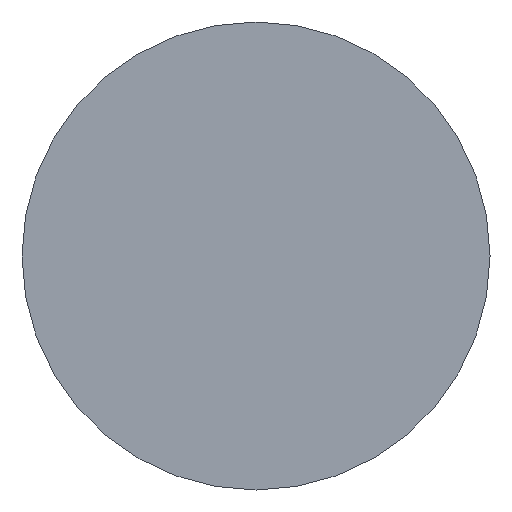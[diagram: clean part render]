
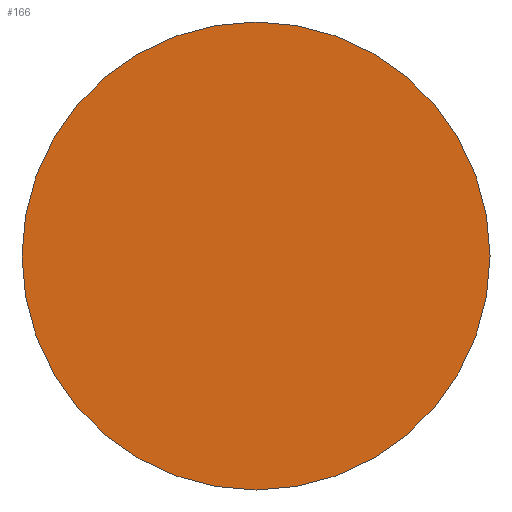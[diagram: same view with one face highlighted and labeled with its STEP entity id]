
A CAD part, front view. The second image highlights one B-rep face of the part: STEP entity #166.
In plain terms, the highlighted planar face has unit normal (0, -1, 0).
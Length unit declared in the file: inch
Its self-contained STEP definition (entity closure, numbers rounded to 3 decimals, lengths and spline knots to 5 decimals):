
#16 = DIRECTION ( 'NONE',  ( 0., 0., -1. ) ) ;
#20 = EDGE_CURVE ( 'NONE', #213, #266, #76, .T. ) ;
#30 = CARTESIAN_POINT ( 'NONE',  ( 0., 0., 0. ) ) ;
#41 = ORIENTED_EDGE ( 'NONE', *, *, #212, .T. ) ;
#76 = CIRCLE ( 'NONE', #270, 0.625 ) ;
#121 = AXIS2_PLACEMENT_3D ( 'NONE', #258, #234, #252 ) ;
#139 = CARTESIAN_POINT ( 'NONE',  ( 0., 0., 0.625 ) ) ;
#142 = CARTESIAN_POINT ( 'NONE',  ( 0., 0., 0. ) ) ;
#154 = DIRECTION ( 'NONE',  ( 0., 0., -1. ) ) ;
#166 = ADVANCED_FACE ( 'NONE', ( #277 ), #233, .T. ) ;
#168 = AXIS2_PLACEMENT_3D ( 'NONE', #30, #273, #154 ) ;
#185 = CARTESIAN_POINT ( 'NONE',  ( 0., 0., -0.625 ) ) ;
#200 = CIRCLE ( 'NONE', #121, 0.625 ) ;
#208 = EDGE_LOOP ( 'NONE', ( #263, #41 ) ) ;
#212 = EDGE_CURVE ( 'NONE', #266, #213, #200, .T. ) ;
#213 = VERTEX_POINT ( 'NONE', #185 ) ;
#233 = PLANE ( 'NONE',  #168 ) ;
#234 = DIRECTION ( 'NONE',  ( 0., -1., 0. ) ) ;
#241 = DIRECTION ( 'NONE',  ( 0., -1., 0. ) ) ;
#252 = DIRECTION ( 'NONE',  ( 0., 0., -1. ) ) ;
#258 = CARTESIAN_POINT ( 'NONE',  ( 0., 0., 0. ) ) ;
#263 = ORIENTED_EDGE ( 'NONE', *, *, #20, .T. ) ;
#266 = VERTEX_POINT ( 'NONE', #139 ) ;
#270 = AXIS2_PLACEMENT_3D ( 'NONE', #142, #241, #16 ) ;
#273 = DIRECTION ( 'NONE',  ( 0., -1., 0. ) ) ;
#277 = FACE_OUTER_BOUND ( 'NONE', #208, .T. ) ;
